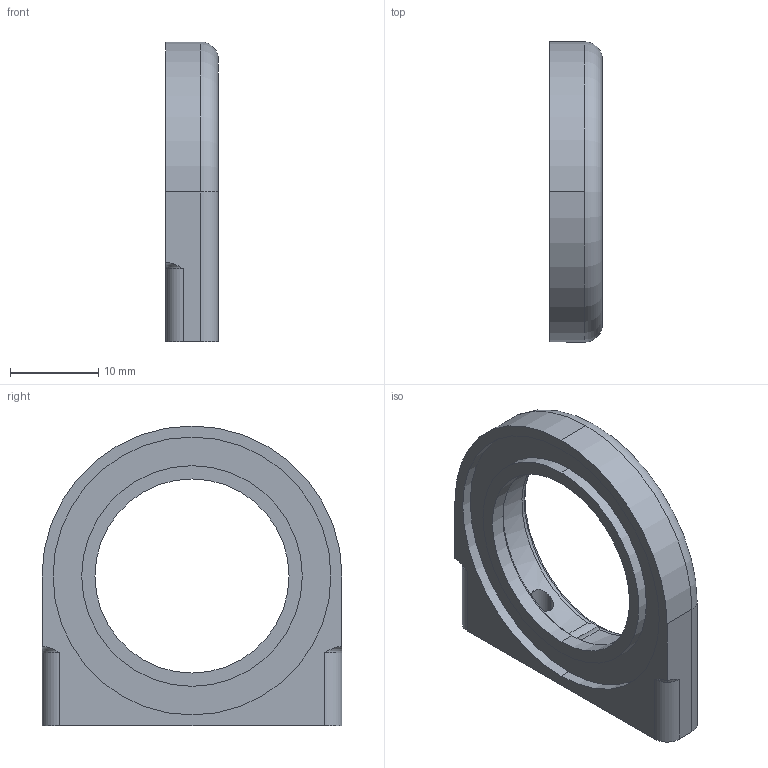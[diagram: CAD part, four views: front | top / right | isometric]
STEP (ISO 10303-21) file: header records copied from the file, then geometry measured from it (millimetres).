
FILE_DESCRIPTION (( 'STEP AP214' ), '1' );
FILE_NAME ('SAM_wrist_eyelet_friction.STEP', '2025-01-01T01:46:35', ( '' ), ( '' ), 'SwSTEP 2.0', 'SolidWorks 2023', '' );
FILE_SCHEMA (( 'AUTOMOTIVE_DESIGN' ));
Length unit declared in the file: millimetre
Products named in the file (1): SAM_wrist_eyelet_friction
Bounding box: 6 x 34 x 34 mm (x, y, z)
Volume: 3174.7 mm3; surface area: 2758.3 mm2
Topology: 1 solids, 1 shells, 56 faces, 135 edges, 83 vertices
Faces by surface type: cylinder 25, plane 14, cone 12, torus 5
Entity records: 1738 total; most frequent: CARTESIAN_POINT 377, DIRECTION 297, ORIENTED_EDGE 270, EDGE_CURVE 135, AXIS2_PLACEMENT_3D 123, VERTEX_POINT 83, CIRCLE 66, EDGE_LOOP 64
